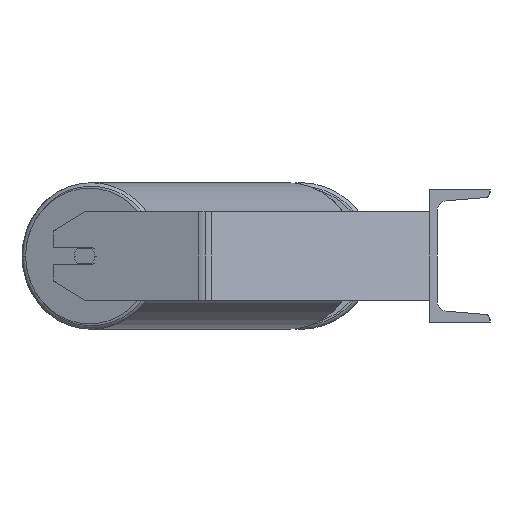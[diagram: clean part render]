
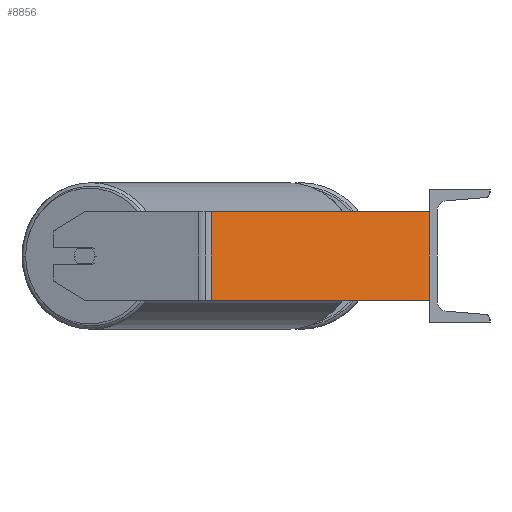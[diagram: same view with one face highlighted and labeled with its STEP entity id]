
A CAD part, left-side view. The second image highlights one B-rep face of the part: STEP entity #8856.
In plain terms, the highlighted planar face has unit normal (-0.94, -0.342, 0).
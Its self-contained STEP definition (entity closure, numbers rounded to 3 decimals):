
#260 = EDGE_CURVE ( 'NONE', #4542, #2034, #6329, .T. ) ;
#723 = VERTEX_POINT ( 'NONE', #3597 ) ;
#856 = CARTESIAN_POINT ( 'NONE',  ( -858.952, 203.182, 40. ) ) ;
#1017 = LINE ( 'NONE', #7240, #2163 ) ;
#1165 = LINE ( 'NONE', #6782, #6388 ) ;
#1217 = LINE ( 'NONE', #3997, #3604 ) ;
#2034 = VERTEX_POINT ( 'NONE', #6507 ) ;
#2074 = DIRECTION ( 'NONE',  ( 0., 0., -1. ) ) ;
#2163 = VECTOR ( 'NONE', #2966, 1000. ) ;
#2678 = EDGE_CURVE ( 'NONE', #2034, #723, #1165, .T. ) ;
#2966 = DIRECTION ( 'NONE',  ( 0., 0., -1. ) ) ;
#3341 = DIRECTION ( 'NONE',  ( 0.342, -0.94, 0. ) ) ;
#3448 = ORIENTED_EDGE ( 'NONE', *, *, #5743, .F. ) ;
#3597 = CARTESIAN_POINT ( 'NONE',  ( -785., 0., -40. ) ) ;
#3604 = VECTOR ( 'NONE', #3341, 1000. ) ;
#3658 = DIRECTION ( 'NONE',  ( 0.94, 0.342, 0. ) ) ;
#3997 = CARTESIAN_POINT ( 'NONE',  ( -858.952, 203.182, 40. ) ) ;
#4542 = VERTEX_POINT ( 'NONE', #8228 ) ;
#4938 = PLANE ( 'NONE',  #7915 ) ;
#5026 = ORIENTED_EDGE ( 'NONE', *, *, #260, .T. ) ;
#5617 = EDGE_CURVE ( 'NONE', #6450, #723, #1017, .T. ) ;
#5743 = EDGE_CURVE ( 'NONE', #4542, #6450, #1217, .T. ) ;
#6206 = VECTOR ( 'NONE', #2074, 1000. ) ;
#6329 = LINE ( 'NONE', #8368, #6206 ) ;
#6332 = EDGE_LOOP ( 'NONE', ( #8280, #8152, #3448, #5026 ) ) ;
#6340 = CARTESIAN_POINT ( 'NONE',  ( -785., 0., 40. ) ) ;
#6388 = VECTOR ( 'NONE', #8915, 1000. ) ;
#6435 = FACE_OUTER_BOUND ( 'NONE', #6332, .T. ) ;
#6450 = VERTEX_POINT ( 'NONE', #6340 ) ;
#6507 = CARTESIAN_POINT ( 'NONE',  ( -856.96, 197.709, -40. ) ) ;
#6782 = CARTESIAN_POINT ( 'NONE',  ( -858.952, 203.182, -40. ) ) ;
#7240 = CARTESIAN_POINT ( 'NONE',  ( -785., 0., 40. ) ) ;
#7915 = AXIS2_PLACEMENT_3D ( 'NONE', #856, #3658, #8563 ) ;
#8152 = ORIENTED_EDGE ( 'NONE', *, *, #5617, .F. ) ;
#8228 = CARTESIAN_POINT ( 'NONE',  ( -856.96, 197.709, 40. ) ) ;
#8280 = ORIENTED_EDGE ( 'NONE', *, *, #2678, .T. ) ;
#8368 = CARTESIAN_POINT ( 'NONE',  ( -856.96, 197.709, 40. ) ) ;
#8563 = DIRECTION ( 'NONE',  ( -0.342, 0.94, 0. ) ) ;
#8856 = ADVANCED_FACE ( 'NONE', ( #6435 ), #4938, .F. ) ;
#8915 = DIRECTION ( 'NONE',  ( 0.342, -0.94, 0. ) ) ;
